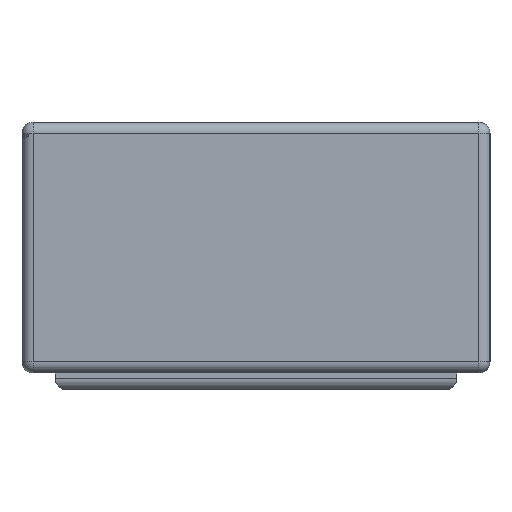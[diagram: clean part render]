
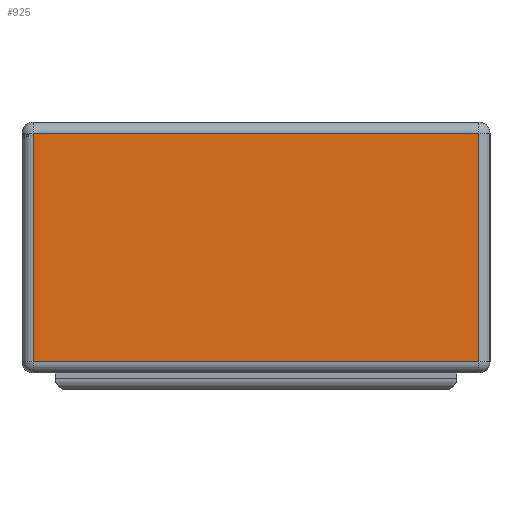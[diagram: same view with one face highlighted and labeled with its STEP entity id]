
A CAD part, left-side view. The second image highlights one B-rep face of the part: STEP entity #925.
In plain terms, the highlighted planar face has unit normal (-1, 0, 0).
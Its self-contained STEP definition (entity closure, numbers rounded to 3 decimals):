
#101=ORIENTED_EDGE('',*,*,#277,.T.);
#102=ORIENTED_EDGE('',*,*,#278,.T.);
#103=ORIENTED_EDGE('',*,*,#279,.T.);
#104=ORIENTED_EDGE('',*,*,#280,.T.);
#277=EDGE_CURVE('',#365,#366,#413,.F.);
#278=EDGE_CURVE('',#366,#367,#414,.F.);
#279=EDGE_CURVE('',#367,#368,#415,.T.);
#280=EDGE_CURVE('',#368,#365,#416,.T.);
#365=VERTEX_POINT('',#1303);
#366=VERTEX_POINT('',#1304);
#367=VERTEX_POINT('',#1306);
#368=VERTEX_POINT('',#1308);
#413=LINE('',#1302,#469);
#414=LINE('',#1305,#470);
#415=LINE('',#1307,#471);
#416=LINE('',#1309,#472);
#469=VECTOR('',#1077,1000.);
#470=VECTOR('',#1078,1000.);
#471=VECTOR('',#1079,1000.);
#472=VECTOR('',#1080,1000.);
#510=EDGE_LOOP('',(#101,#102,#103,#104));
#556=FACE_BOUND('',#510,.T.);
#600=PLANE('',#974);
#925=ADVANCED_FACE('',(#556),#600,.F.);
#974=AXIS2_PLACEMENT_3D('',#1301,#1075,#1076);
#1075=DIRECTION('',(1.,0.,0.));
#1076=DIRECTION('',(0.,0.,-1.));
#1077=DIRECTION('',(0.,0.,1.));
#1078=DIRECTION('',(0.,1.,0.));
#1079=DIRECTION('',(0.,0.,1.));
#1080=DIRECTION('',(0.,1.,0.));
#1301=CARTESIAN_POINT('',(-0.29,-0.14,-0.15));
#1302=CARTESIAN_POINT('',(-0.29,0.133,-0.15));
#1303=CARTESIAN_POINT('',(-0.29,0.133,-0.007));
#1304=CARTESIAN_POINT('',(-0.29,0.133,-0.143));
#1305=CARTESIAN_POINT('',(-0.29,-0.14,-0.143));
#1306=CARTESIAN_POINT('',(-0.29,-0.133,-0.143));
#1307=CARTESIAN_POINT('',(-0.29,-0.133,-0.15));
#1308=CARTESIAN_POINT('',(-0.29,-0.133,-0.007));
#1309=CARTESIAN_POINT('',(-0.29,-0.14,-0.007));
